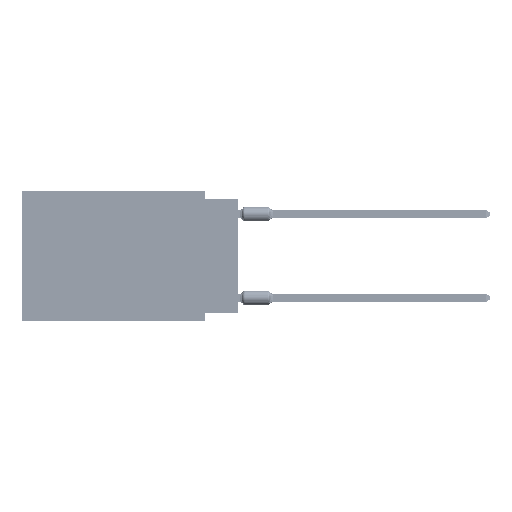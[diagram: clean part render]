
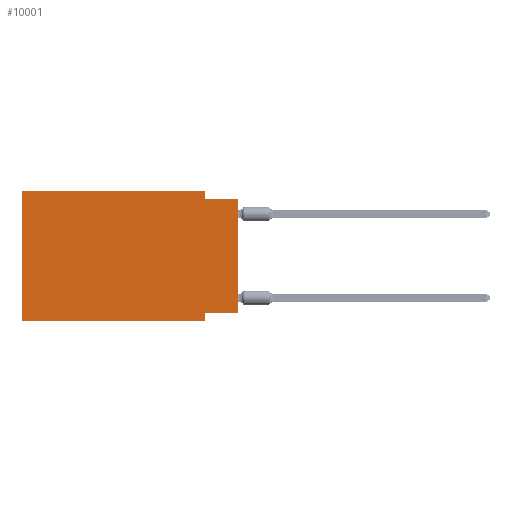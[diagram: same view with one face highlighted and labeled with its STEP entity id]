
A CAD part, left-side view. The second image highlights one B-rep face of the part: STEP entity #10001.
In plain terms, the highlighted planar face has unit normal (-1, 0, 0).
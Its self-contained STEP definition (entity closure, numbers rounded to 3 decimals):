
#278 = EDGE_CURVE ( 'NONE', #62641, #74675, #73498, .T. ) ;
#2808 = CARTESIAN_POINT ( 'NONE',  ( 0., 16.383, 0. ) ) ;
#2917 = VECTOR ( 'NONE', #30513, 1000. ) ;
#4694 = DIRECTION ( 'NONE',  ( 0., 0., 1. ) ) ;
#5073 = CARTESIAN_POINT ( 'NONE',  ( 0., 0., 0. ) ) ;
#6517 = ORIENTED_EDGE ( 'NONE', *, *, #49867, .T. ) ;
#6600 = CARTESIAN_POINT ( 'NONE',  ( 0., 16.383, -9.906 ) ) ;
#9829 = EDGE_CURVE ( 'NONE', #74675, #33168, #61160, .T. ) ;
#10001 = ADVANCED_FACE ( 'NONE', ( #68574 ), #20387, .F. ) ;
#10941 = VECTOR ( 'NONE', #17149, 1000. ) ;
#11739 = CARTESIAN_POINT ( 'NONE',  ( 0., 16.383, 0. ) ) ;
#12179 = CARTESIAN_POINT ( 'NONE',  ( 0., 2.54, 0. ) ) ;
#12467 = LINE ( 'NONE', #6600, #2917 ) ;
#15278 = LINE ( 'NONE', #5073, #73702 ) ;
#15930 = VERTEX_POINT ( 'NONE', #60757 ) ;
#17149 = DIRECTION ( 'NONE',  ( 0., 0., -1. ) ) ;
#17192 = DIRECTION ( 'NONE',  ( 0., 0., -1. ) ) ;
#18424 = EDGE_CURVE ( 'NONE', #65032, #15930, #15278, .T. ) ;
#19811 = CARTESIAN_POINT ( 'NONE',  ( 0., 16.383, 0. ) ) ;
#20387 = PLANE ( 'NONE',  #70207 ) ;
#23997 = VECTOR ( 'NONE', #54521, 1000. ) ;
#26285 = ORIENTED_EDGE ( 'NONE', *, *, #66542, .F. ) ;
#26471 = CARTESIAN_POINT ( 'NONE',  ( 0., 0., -9.271 ) ) ;
#28155 = CARTESIAN_POINT ( 'NONE',  ( 0., 2.54, 0. ) ) ;
#28504 = ORIENTED_EDGE ( 'NONE', *, *, #18424, .T. ) ;
#28578 = CARTESIAN_POINT ( 'NONE',  ( 0., 2.54, -9.271 ) ) ;
#29321 = CARTESIAN_POINT ( 'NONE',  ( 0., 2.54, -9.906 ) ) ;
#30513 = DIRECTION ( 'NONE',  ( 0., -1., 0. ) ) ;
#32964 = LINE ( 'NONE', #2808, #44843 ) ;
#33168 = VERTEX_POINT ( 'NONE', #62091 ) ;
#33754 = CARTESIAN_POINT ( 'NONE',  ( 0., 2.54, -9.906 ) ) ;
#38559 = ORIENTED_EDGE ( 'NONE', *, *, #42835, .F. ) ;
#39979 = DIRECTION ( 'NONE',  ( 1., 0., 0. ) ) ;
#40960 = EDGE_CURVE ( 'NONE', #64163, #62641, #32964, .T. ) ;
#41692 = LINE ( 'NONE', #47585, #62209 ) ;
#42476 = DIRECTION ( 'NONE',  ( 0., 1., 0. ) ) ;
#42835 = EDGE_CURVE ( 'NONE', #48639, #45803, #59479, .T. ) ;
#43473 = EDGE_CURVE ( 'NONE', #33168, #15930, #50614, .T. ) ;
#44296 = CARTESIAN_POINT ( 'NONE',  ( 0., 16.383, 0. ) ) ;
#44843 = VECTOR ( 'NONE', #74498, 1000. ) ;
#45803 = VERTEX_POINT ( 'NONE', #33754 ) ;
#47585 = CARTESIAN_POINT ( 'NONE',  ( 0., 0., -9.271 ) ) ;
#48639 = VERTEX_POINT ( 'NONE', #28578 ) ;
#49867 = EDGE_CURVE ( 'NONE', #64163, #45803, #12467, .T. ) ;
#50614 = LINE ( 'NONE', #59164, #61125 ) ;
#51142 = ORIENTED_EDGE ( 'NONE', *, *, #9829, .F. ) ;
#54521 = DIRECTION ( 'NONE',  ( 0., 0., -1. ) ) ;
#57256 = ORIENTED_EDGE ( 'NONE', *, *, #278, .F. ) ;
#58765 = CARTESIAN_POINT ( 'NONE',  ( 0., 16.383, -9.906 ) ) ;
#59164 = CARTESIAN_POINT ( 'NONE',  ( 0., 0., -0.635 ) ) ;
#59479 = LINE ( 'NONE', #29321, #10941 ) ;
#60757 = CARTESIAN_POINT ( 'NONE',  ( 0., 0., -0.635 ) ) ;
#61125 = VECTOR ( 'NONE', #64648, 1000. ) ;
#61160 = LINE ( 'NONE', #12179, #23997 ) ;
#62091 = CARTESIAN_POINT ( 'NONE',  ( 0., 2.54, -0.635 ) ) ;
#62209 = VECTOR ( 'NONE', #42476, 1000. ) ;
#62431 = ORIENTED_EDGE ( 'NONE', *, *, #40960, .F. ) ;
#62641 = VERTEX_POINT ( 'NONE', #11739 ) ;
#64163 = VERTEX_POINT ( 'NONE', #58765 ) ;
#64648 = DIRECTION ( 'NONE',  ( 0., -1., 0. ) ) ;
#65032 = VERTEX_POINT ( 'NONE', #26471 ) ;
#65287 = EDGE_LOOP ( 'NONE', ( #28504, #65765, #51142, #57256, #62431, #6517, #38559, #26285 ) ) ;
#65535 = VECTOR ( 'NONE', #74650, 1000. ) ;
#65765 = ORIENTED_EDGE ( 'NONE', *, *, #43473, .F. ) ;
#66542 = EDGE_CURVE ( 'NONE', #65032, #48639, #41692, .T. ) ;
#68574 = FACE_OUTER_BOUND ( 'NONE', #65287, .T. ) ;
#70207 = AXIS2_PLACEMENT_3D ( 'NONE', #44296, #39979, #17192 ) ;
#73498 = LINE ( 'NONE', #19811, #65535 ) ;
#73702 = VECTOR ( 'NONE', #4694, 1000. ) ;
#74498 = DIRECTION ( 'NONE',  ( 0., 0., 1. ) ) ;
#74650 = DIRECTION ( 'NONE',  ( 0., -1., 0. ) ) ;
#74675 = VERTEX_POINT ( 'NONE', #28155 ) ;
